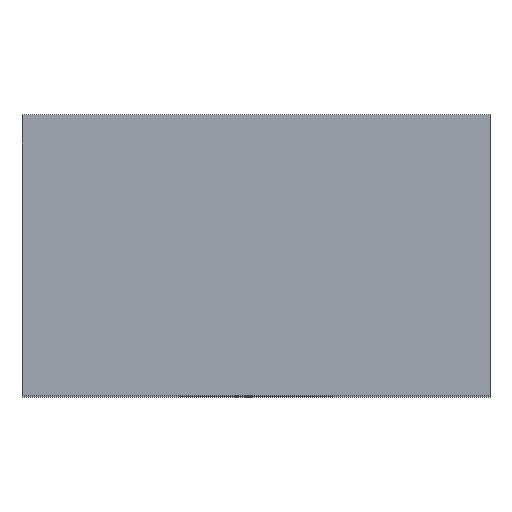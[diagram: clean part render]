
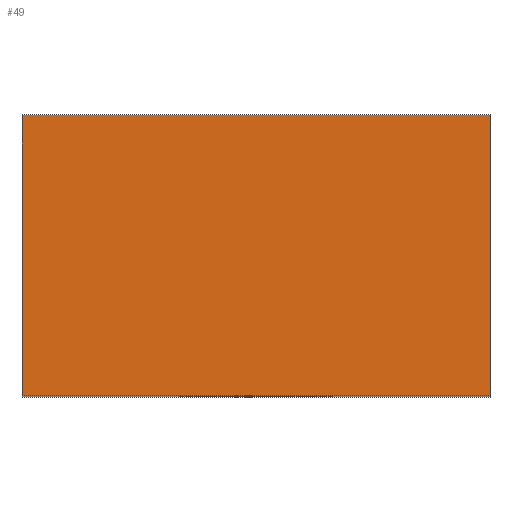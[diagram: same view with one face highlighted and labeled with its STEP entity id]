
A CAD part, top view. The second image highlights one B-rep face of the part: STEP entity #49.
In plain terms, the highlighted planar face has unit normal (0, 0, 1).
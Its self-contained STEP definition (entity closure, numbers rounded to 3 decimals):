
#7 = ORIENTED_EDGE ( 'NONE', *, *, #33, .F. ) ;
#32 = LINE ( 'NONE', #297, #186 ) ;
#33 = EDGE_CURVE ( 'NONE', #322, #42, #77, .T. ) ;
#36 = DIRECTION ( 'NONE',  ( -1., 0., 0. ) ) ;
#41 = VECTOR ( 'NONE', #36, 1000. ) ;
#42 = VERTEX_POINT ( 'NONE', #108 ) ;
#49 = ADVANCED_FACE ( 'NONE', ( #132 ), #276, .F. ) ;
#55 = ORIENTED_EDGE ( 'NONE', *, *, #222, .F. ) ;
#56 = CARTESIAN_POINT ( 'NONE',  ( -7.5, 17., 12.5 ) ) ;
#58 = ORIENTED_EDGE ( 'NONE', *, *, #232, .F. ) ;
#59 = CARTESIAN_POINT ( 'NONE',  ( -7.5, 8., 12.5 ) ) ;
#61 = DIRECTION ( 'NONE',  ( -1., 0., 0. ) ) ;
#77 = LINE ( 'NONE', #190, #141 ) ;
#78 = LINE ( 'NONE', #59, #41 ) ;
#81 = VERTEX_POINT ( 'NONE', #135 ) ;
#84 = LINE ( 'NONE', #200, #126 ) ;
#98 = ORIENTED_EDGE ( 'NONE', *, *, #281, .T. ) ;
#108 = CARTESIAN_POINT ( 'NONE',  ( 7.5, 17., 12.5 ) ) ;
#126 = VECTOR ( 'NONE', #196, 1000. ) ;
#132 = FACE_OUTER_BOUND ( 'NONE', #270, .T. ) ;
#134 = DIRECTION ( 'NONE',  ( 0., -1., 0. ) ) ;
#135 = CARTESIAN_POINT ( 'NONE',  ( -7.5, 8., 12.5 ) ) ;
#141 = VECTOR ( 'NONE', #296, 1000. ) ;
#180 = AXIS2_PLACEMENT_3D ( 'NONE', #271, #266, #61 ) ;
#186 = VECTOR ( 'NONE', #134, 1000. ) ;
#190 = CARTESIAN_POINT ( 'NONE',  ( -7.5, 17., 12.5 ) ) ;
#196 = DIRECTION ( 'NONE',  ( 0., -1., 0. ) ) ;
#200 = CARTESIAN_POINT ( 'NONE',  ( -7.5, 17., 12.5 ) ) ;
#214 = VERTEX_POINT ( 'NONE', #275 ) ;
#222 = EDGE_CURVE ( 'NONE', #214, #81, #78, .T. ) ;
#232 = EDGE_CURVE ( 'NONE', #42, #214, #32, .T. ) ;
#266 = DIRECTION ( 'NONE',  ( 0., 0., -1. ) ) ;
#270 = EDGE_LOOP ( 'NONE', ( #55, #58, #7, #98 ) ) ;
#271 = CARTESIAN_POINT ( 'NONE',  ( -32.5, 4., 12.5 ) ) ;
#275 = CARTESIAN_POINT ( 'NONE',  ( 7.5, 8., 12.5 ) ) ;
#276 = PLANE ( 'NONE',  #180 ) ;
#281 = EDGE_CURVE ( 'NONE', #322, #81, #84, .T. ) ;
#296 = DIRECTION ( 'NONE',  ( 1., 0., 0. ) ) ;
#297 = CARTESIAN_POINT ( 'NONE',  ( 7.5, 17., 12.5 ) ) ;
#322 = VERTEX_POINT ( 'NONE', #56 ) ;
